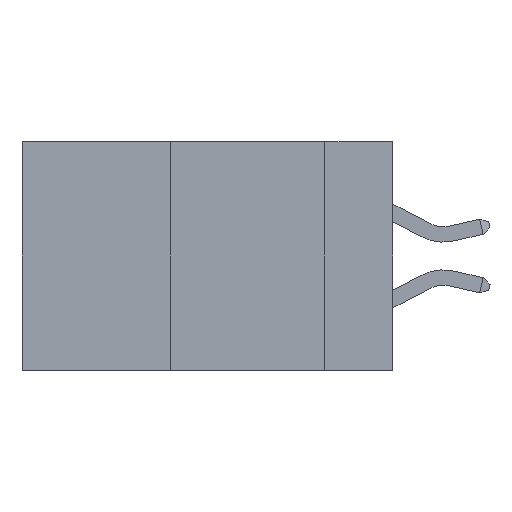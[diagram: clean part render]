
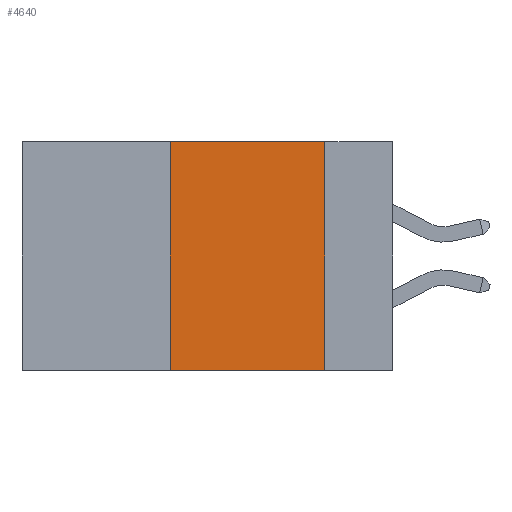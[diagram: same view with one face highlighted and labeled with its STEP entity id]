
A CAD part, left-side view. The second image highlights one B-rep face of the part: STEP entity #4640.
In plain terms, the highlighted planar face has unit normal (-1, 0, 0).
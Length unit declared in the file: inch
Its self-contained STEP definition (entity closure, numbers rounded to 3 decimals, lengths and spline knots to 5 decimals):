
#1918 = DIRECTION ( 'NONE',  ( 0., -1., 0. ) ) ;
#2557 = ORIENTED_EDGE ( 'NONE', *, *, #25802, .T. ) ;
#4515 = ORIENTED_EDGE ( 'NONE', *, *, #24964, .F. ) ;
#4640 = ADVANCED_FACE ( 'NONE', ( #21641 ), #39467, .F. ) ;
#5246 = EDGE_CURVE ( 'NONE', #11711, #24115, #39491, .T. ) ;
#5581 = CARTESIAN_POINT ( 'NONE',  ( 0., 0.36, -0.37 ) ) ;
#10615 = VECTOR ( 'NONE', #22304, 39.37008 ) ;
#11711 = VERTEX_POINT ( 'NONE', #5581 ) ;
#11953 = EDGE_CURVE ( 'NONE', #18909, #36355, #17281, .T. ) ;
#12307 = CARTESIAN_POINT ( 'NONE',  ( 0., 0.36, 0. ) ) ;
#12698 = VECTOR ( 'NONE', #14762, 39.37008 ) ;
#12842 = DIRECTION ( 'NONE',  ( 1., 0., 0. ) ) ;
#14762 = DIRECTION ( 'NONE',  ( 0., -1., 0. ) ) ;
#16109 = LINE ( 'NONE', #36635, #12698 ) ;
#17012 = EDGE_LOOP ( 'NONE', ( #33608, #4515, #24712, #2557 ) ) ;
#17281 = LINE ( 'NONE', #38110, #31679 ) ;
#18909 = VERTEX_POINT ( 'NONE', #24962 ) ;
#21641 = FACE_OUTER_BOUND ( 'NONE', #17012, .T. ) ;
#22304 = DIRECTION ( 'NONE',  ( 0., 0., 1. ) ) ;
#22584 = DIRECTION ( 'NONE',  ( 0., 0., -1. ) ) ;
#23538 = DIRECTION ( 'NONE',  ( 0., 0., -1. ) ) ;
#24115 = VERTEX_POINT ( 'NONE', #12307 ) ;
#24712 = ORIENTED_EDGE ( 'NONE', *, *, #5246, .F. ) ;
#24962 = CARTESIAN_POINT ( 'NONE',  ( 0., 0.11, 0. ) ) ;
#24964 = EDGE_CURVE ( 'NONE', #24115, #18909, #32514, .T. ) ;
#25802 = EDGE_CURVE ( 'NONE', #11711, #36355, #16109, .T. ) ;
#25815 = VECTOR ( 'NONE', #1918, 39.37008 ) ;
#26201 = AXIS2_PLACEMENT_3D ( 'NONE', #31975, #12842, #23538 ) ;
#31679 = VECTOR ( 'NONE', #22584, 39.37008 ) ;
#31975 = CARTESIAN_POINT ( 'NONE',  ( 0., 0.6, 0. ) ) ;
#32514 = LINE ( 'NONE', #38879, #25815 ) ;
#33608 = ORIENTED_EDGE ( 'NONE', *, *, #11953, .F. ) ;
#34583 = CARTESIAN_POINT ( 'NONE',  ( 0., 0.36, 0. ) ) ;
#36355 = VERTEX_POINT ( 'NONE', #37985 ) ;
#36635 = CARTESIAN_POINT ( 'NONE',  ( 0., 0.6, -0.37 ) ) ;
#37985 = CARTESIAN_POINT ( 'NONE',  ( 0., 0.11, -0.37 ) ) ;
#38110 = CARTESIAN_POINT ( 'NONE',  ( 0., 0.11, 0. ) ) ;
#38879 = CARTESIAN_POINT ( 'NONE',  ( 0., 0.6, 0. ) ) ;
#39467 = PLANE ( 'NONE',  #26201 ) ;
#39491 = LINE ( 'NONE', #34583, #10615 ) ;
